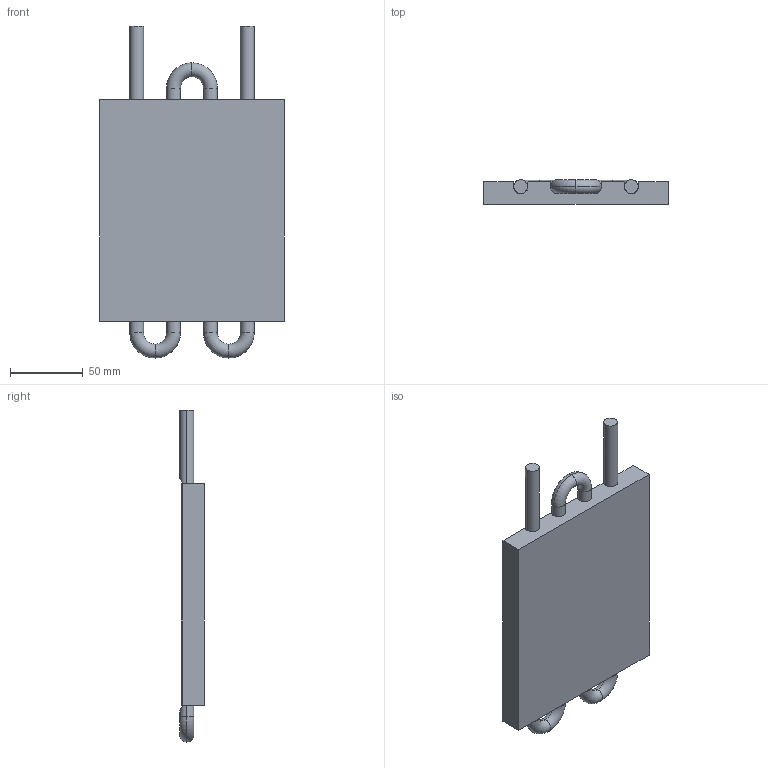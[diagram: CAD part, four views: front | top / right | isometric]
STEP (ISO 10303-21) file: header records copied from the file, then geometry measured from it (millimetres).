
FILE_DESCRIPTION (( 'STEP AP203' ), '1' );
FILE_NAME ('120456_rev1.STEP', '2016-04-18T19:34:49', ( 'krosswurm' ), ( '' ), 'SwSTEP 2.0', 'SolidWorks 2015', '' );
FILE_SCHEMA (( 'CONFIG_CONTROL_DESIGN' ));
Length unit declared in the file: inch
Products named in the file (3): 120456_rev1; 120148-6_rev2; 120385_rev1
Assembly tree (2 placements, depth 2):
  120456_rev1
    120148-6_rev2
    120385_rev1
Bounding box: 127 x 16.74 x 228.6 mm (x, y, z)
Volume: 309870 mm3; surface area: 80290.9 mm2
Topology: 2 solids, 2 shells, 74 faces, 180 edges, 114 vertices
Faces by surface type: plane 42, cylinder 20, torus 12
Entity records: 2469 total; most frequent: CARTESIAN_POINT 397, DIRECTION 388, ORIENTED_EDGE 360, EDGE_CURVE 180, AXIS2_PLACEMENT_3D 137, VERTEX_POINT 114, VECTOR 114, LINE 114
